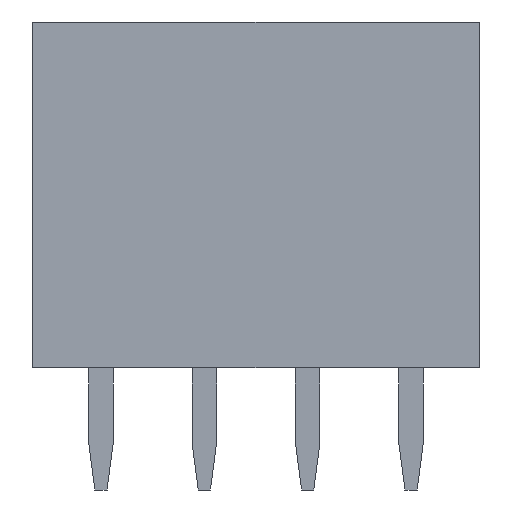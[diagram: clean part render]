
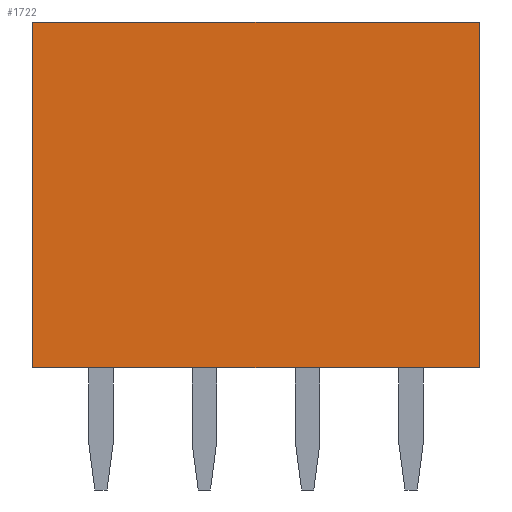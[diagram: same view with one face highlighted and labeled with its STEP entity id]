
A CAD part, front view. The second image highlights one B-rep face of the part: STEP entity #1722.
In plain terms, the highlighted planar face has unit normal (0, -1, 0).
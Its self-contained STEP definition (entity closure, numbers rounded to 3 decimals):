
#1722=ADVANCED_FACE('',(#3144),#3146,.T.);
#3144=FACE_BOUND('',#3145,.T.);
#3145=EDGE_LOOP('',(#4314,#4315,#4316,#4317));
#3146=PLANE('',#3147);
#3147=AXIS2_PLACEMENT_3D('',#3148,#3149,#3150);
#3148=CARTESIAN_POINT('',(9.29,-1.23,0.));
#3149=DIRECTION('',(0.,-1.,0.));
#3150=DIRECTION('',(0.,0.,1.));
#4314=ORIENTED_EDGE('',*,*,#4916,.T.);
#4315=ORIENTED_EDGE('',*,*,#4970,.T.);
#4316=ORIENTED_EDGE('',*,*,#4920,.F.);
#4317=ORIENTED_EDGE('',*,*,#4918,.F.);
#4916=EDGE_CURVE('',#5743,#5741,#5744,.T.);
#4918=EDGE_CURVE('',#5743,#5746,#5747,.T.);
#4920=EDGE_CURVE('',#5746,#5749,#5750,.T.);
#4970=EDGE_CURVE('',#5741,#5749,#5820,.T.);
#5741=VERTEX_POINT('',#7457);
#5743=VERTEX_POINT('',#7461);
#5744=LINE('',#7462,#7463);
#5746=VERTEX_POINT('',#7468);
#5747=LINE('',#7469,#7470);
#5749=VERTEX_POINT('',#7475);
#5750=LINE('',#7476,#7477);
#5820=LINE('',#7646,#7647);
#7457=CARTESIAN_POINT('',(9.29,-1.23,8.5));
#7461=CARTESIAN_POINT('',(9.29,-1.23,0.));
#7462=CARTESIAN_POINT('',(9.29,-1.23,0.));
#7463=VECTOR('',#7464,1.);
#7464=DIRECTION('',(0.,0.,1.));
#7468=CARTESIAN_POINT('',(-1.67,-1.23,0.));
#7469=CARTESIAN_POINT('',(9.29,-1.23,0.));
#7470=VECTOR('',#7471,1.);
#7471=DIRECTION('',(-1.,0.,0.));
#7475=CARTESIAN_POINT('',(-1.67,-1.23,8.5));
#7476=CARTESIAN_POINT('',(-1.67,-1.23,0.));
#7477=VECTOR('',#7478,1.);
#7478=DIRECTION('',(0.,0.,1.));
#7646=CARTESIAN_POINT('',(9.29,-1.23,8.5));
#7647=VECTOR('',#7648,1.);
#7648=DIRECTION('',(-1.,0.,0.));
